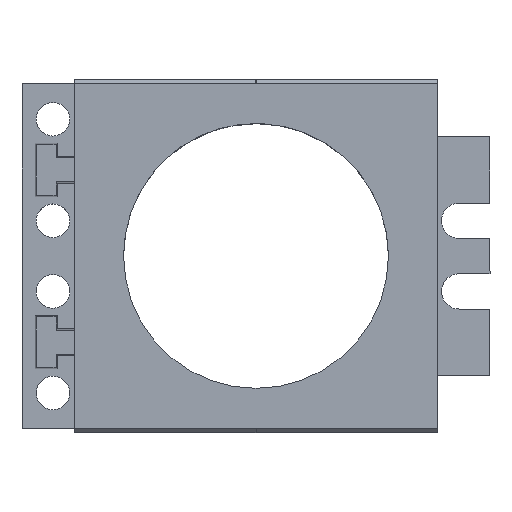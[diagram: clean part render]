
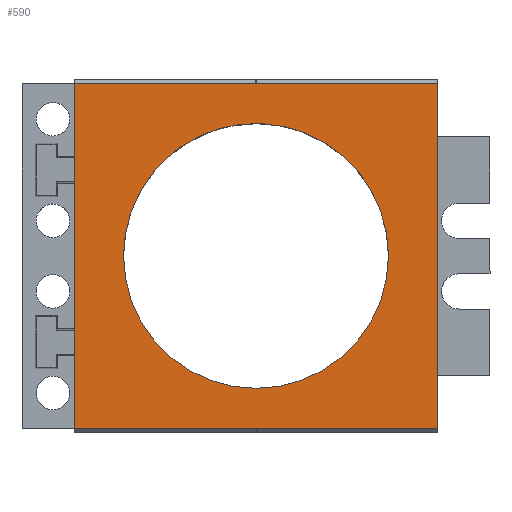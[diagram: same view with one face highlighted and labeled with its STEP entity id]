
A CAD part, top view. The second image highlights one B-rep face of the part: STEP entity #590.
In plain terms, the highlighted planar face has unit normal (0, 0, 1).
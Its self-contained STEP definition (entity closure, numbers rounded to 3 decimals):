
#10=CARTESIAN_POINT('',(54.3,-21.5,15.));
#20=DIRECTION('',(0.,0.,1.));
#30=DIRECTION('',(1.,0.,0.));
#40=AXIS2_PLACEMENT_3D('',#10,#20,#30);
#50=PLANE('',#40);
#60=CARTESIAN_POINT('',(34.8,-1.,
15.));
#70=DIRECTION('',(0.,0.,1.));
#80=DIRECTION('',(0.,1.,0.));
#90=AXIS2_PLACEMENT_3D('',#60,#70,#80);
#100=CIRCLE('',#90,15.);
#110=CARTESIAN_POINT('',(49.786,-1.652,
15.));
#120=VERTEX_POINT('',#110);
#130=CARTESIAN_POINT('',(34.8,14.,
15.));
#140=VERTEX_POINT('',#130);
#150=EDGE_CURVE('',#120,#140,#100,.T.);
#160=ORIENTED_EDGE('',*,*,#150,.F.);
#170=CARTESIAN_POINT('',(34.8,-16.,
15.));
#180=VERTEX_POINT('',#170);
#190=EDGE_CURVE('',#140,#180,#100,.T.);
#200=ORIENTED_EDGE('',*,*,#190,.F.);
#210=EDGE_CURVE('',#180,#120,#100,.T.);
#220=ORIENTED_EDGE('',*,*,#210,.F.);
#230=EDGE_LOOP('',(#220,#200,#160));
#240=FACE_BOUND('',#230,.T.);
#250=CARTESIAN_POINT('',(70.678,-21.5,
15.));
#260=DIRECTION('',(1.,0.,0.));
#270=VECTOR('',#260,1.);
#280=LINE('',#250,#270);
#290=CARTESIAN_POINT('',(15.3,-21.5,
15.));
#300=VERTEX_POINT('',#290);
#310=CARTESIAN_POINT('',(54.3,-21.5,
15.));
#320=VERTEX_POINT('',#310);
#330=EDGE_CURVE('',#300,#320,#280,.T.);
#340=ORIENTED_EDGE('',*,*,#330,.T.);
#350=CARTESIAN_POINT('',(15.3,28.567,
15.));
#360=DIRECTION('',(0.,-1.,0.));
#370=VECTOR('',#360,1.);
#380=LINE('',#350,#370);
#390=CARTESIAN_POINT('',(15.3,19.5,
15.));
#400=VERTEX_POINT('',#390);
#410=EDGE_CURVE('',#400,#300,#380,.T.);
#420=ORIENTED_EDGE('',*,*,#410,.T.);
#430=CARTESIAN_POINT('',(70.678,19.5,
15.));
#440=DIRECTION('',(1.,0.,0.));
#450=VECTOR('',#440,1.);
#460=LINE('',#430,#450);
#470=CARTESIAN_POINT('',(54.3,19.5,
15.));
#480=VERTEX_POINT('',#470);
#490=EDGE_CURVE('',#400,#480,#460,.T.);
#500=ORIENTED_EDGE('',*,*,#490,.F.);
#510=CARTESIAN_POINT('',(54.3,-1.25,
15.));
#520=DIRECTION('',(0.,1.,0.));
#530=VECTOR('',#520,1.);
#540=LINE('',#510,#530);
#550=EDGE_CURVE('',#320,#480,#540,.T.);
#560=ORIENTED_EDGE('',*,*,#550,.T.);
#570=EDGE_LOOP('',(#560,#500,#420,#340));
#580=FACE_OUTER_BOUND('',#570,.T.);
#590=ADVANCED_FACE('',(#240,#580),#50,.T.);
